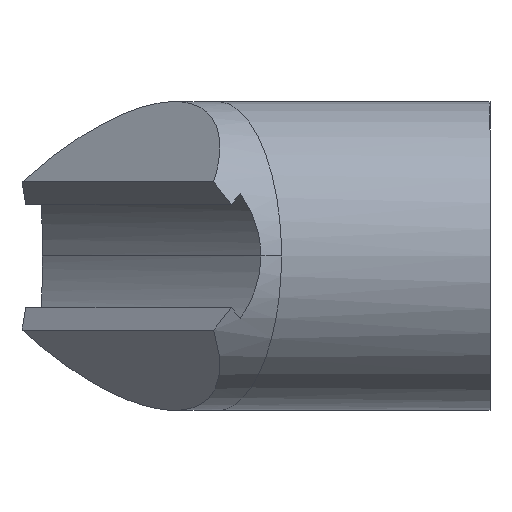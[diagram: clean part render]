
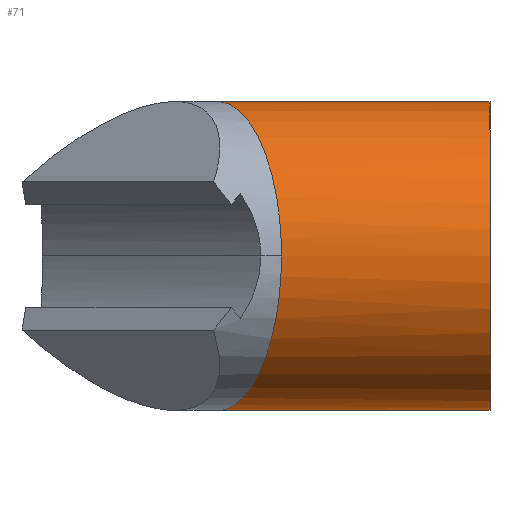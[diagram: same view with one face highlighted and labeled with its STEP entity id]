
A CAD part, front view. The second image highlights one B-rep face of the part: STEP entity #71.
In plain terms, the highlighted cylindrical face has radius 17 mm (diameter 34 mm), a partial arc.
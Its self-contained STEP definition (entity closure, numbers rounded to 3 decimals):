
#71=ADVANCED_FACE('NONE',(#137),#138,.T.);
#137=FACE_OUTER_BOUND('',#194,.T.);
#138=CYLINDRICAL_SURFACE('',#195,17.0);
#194=EDGE_LOOP('',(#328,#329,#330,#331,#332));
#195=AXIS2_PLACEMENT_3D('',#333,#334,#335);
#328=ORIENTED_EDGE('',*,*,#339,.F.);
#329=ORIENTED_EDGE('',*,*,#386,.T.);
#330=ORIENTED_EDGE('',*,*,#342,.T.);
#331=ORIENTED_EDGE('',*,*,#346,.T.);
#332=ORIENTED_EDGE('',*,*,#388,.T.);
#333=CARTESIAN_POINT('',(22.0,0.0,0.));
#334=DIRECTION('',(1.0,0.,0.));
#335=DIRECTION('',(0.,0.0,1.0));
#339=EDGE_CURVE('NONE',#393,#395,#396,.T.);
#342=EDGE_CURVE('NONE',#392,#399,#401,.T.);
#346=EDGE_CURVE('NONE',#399,#406,#408,.T.);
#386=EDGE_CURVE('NONE',#393,#392,#464,.T.);
#388=EDGE_CURVE('NONE',#406,#395,#466,.T.);
#392=VERTEX_POINT('NONE',#470);
#393=VERTEX_POINT('NONE',#471);
#395=VERTEX_POINT('NONE',#473);
#396=LINE('',#474,#475);
#399=VERTEX_POINT('NONE',#488);
#401=LINE('',#500,#501);
#406=VERTEX_POINT('NONE',#515);
#408=(B_SPLINE_CURVE(3,(#519,#520,#521,#522),.UNSPECIFIED.,.F.,.F.)B_SPLINE_CURVE_WITH_KNOTS((4,4),(1.571,3.142),.UNSPECIFIED.)RATIONAL_B_SPLINE_CURVE((1.0,0.805,0.805,1.0))BOUNDED_CURVE()REPRESENTATION_ITEM('')GEOMETRIC_REPRESENTATION_ITEM()CURVE());
#464=CIRCLE('',#721,17.0);
#466=(B_SPLINE_CURVE(3,(#724,#725,#726,#727),.UNSPECIFIED.,.F.,.F.)B_SPLINE_CURVE_WITH_KNOTS((4,4),(3.142,4.712),.UNSPECIFIED.)RATIONAL_B_SPLINE_CURVE((1.0,0.805,0.805,1.0))BOUNDED_CURVE()REPRESENTATION_ITEM('')GEOMETRIC_REPRESENTATION_ITEM()CURVE());
#470=CARTESIAN_POINT('',(22.0,0.,17.0));
#471=CARTESIAN_POINT('',(22.0,0.,-17.0));
#473=CARTESIAN_POINT('',(-8.,0.,-17.0));
#474=CARTESIAN_POINT('',(22.0,0.,-17.0));
#475=VECTOR('',#739,1000.0);
#488=CARTESIAN_POINT('',(-8.,0.,17.0));
#500=CARTESIAN_POINT('',(22.0,0.0,17.0));
#501=VECTOR('',#740,1000.0);
#515=CARTESIAN_POINT('',(-0.958,-17.0,0.));
#519=CARTESIAN_POINT('',(-8.,0.,17.0));
#520=CARTESIAN_POINT('',(-3.875,-9.958,17.));
#521=CARTESIAN_POINT('',(-0.958,-17.0,9.958));
#522=CARTESIAN_POINT('',(-0.958,-17.0,0.));
#721=AXIS2_PLACEMENT_3D('',#764,#765,#766);
#724=CARTESIAN_POINT('',(-0.958,-17.0,0.));
#725=CARTESIAN_POINT('',(-0.958,-17.0,-9.958));
#726=CARTESIAN_POINT('',(-3.875,-9.958,-17.));
#727=CARTESIAN_POINT('',(-8.,0.,-17.0));
#739=DIRECTION('',(-1.0,0.,0.));
#740=DIRECTION('',(-1.0,0.,0.));
#764=CARTESIAN_POINT('',(22.0,0.,0.));
#765=DIRECTION('',(-1.0,0.,0.));
#766=DIRECTION('',(0.,0.0,1.0));
